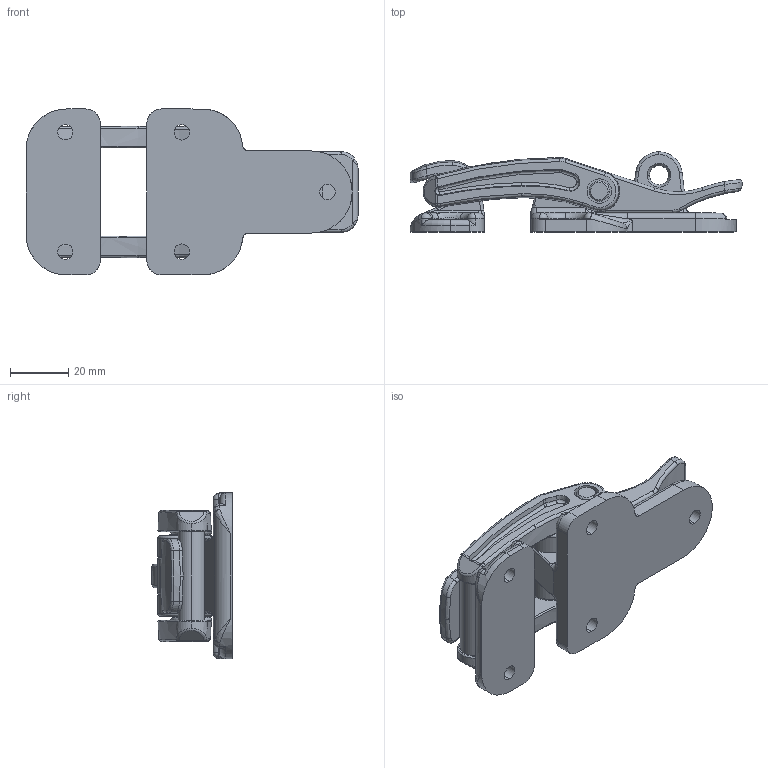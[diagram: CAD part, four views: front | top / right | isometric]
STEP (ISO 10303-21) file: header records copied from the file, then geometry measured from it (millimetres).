
FILE_DESCRIPTION (( 'STEP AP203' ), '1' );
FILE_NAME ('sone3D.STEP', '2013-05-23T04:07:37', ( '' ), ( '' ), 'SwSTEP 2.0', 'SolidWorks 2012', '' );
FILE_SCHEMA (( 'CONFIG_CONTROL_DESIGN' ));
Length unit declared in the file: millimetre
Products named in the file (8): sone3D; C-1297-A-1_3受座__CP-297-A-3台座（M5用穴）; C-1297-A-3僴儞僪儖_; C-1297-A-3僋儕僢僾_; C-1297-A-1億儕儚僢僔儍乕_; C-1297-A-1ƒnƒ“ƒhƒ‹ƒVƒƒƒtƒg_; C-1297-A-1クリップシャフト_; C-1297-A-1_3台座__CP-297-A-3台座（M5用穴）
Assembly tree (10 placements, depth 2):
  sone3D
    C-1297-A-1_3台座__CP-297-A-3台座（M5用穴）
    C-1297-A-1クリップシャフト_
    C-1297-A-1ƒnƒ“ƒhƒ‹ƒVƒƒƒtƒg_
    C-1297-A-1億儕儚僢僔儍乕_  x4
    C-1297-A-3僋儕僢僾_
    C-1297-A-3僴儞僪儖_
    C-1297-A-1_3受座__CP-297-A-3台座（M5用穴）
Bounding box: 114 x 27.5 x 57 mm (x, y, z)
Volume: 61412.1 mm3; surface area: 29015.7 mm2
Topology: 10 solids, 10 shells, 517 faces, 1290 edges, 775 vertices
Faces by surface type: cylinder 196, bspline 117, plane 104, torus 52, cone 30, sphere 18
Entity records: 23553 total; most frequent: CARTESIAN_POINT 11608, ORIENTED_EDGE 2444, DIRECTION 2202, EDGE_CURVE 1222, AXIS2_PLACEMENT_3D 911, VERTEX_POINT 747, EDGE_LOOP 539, CIRCLE 516
